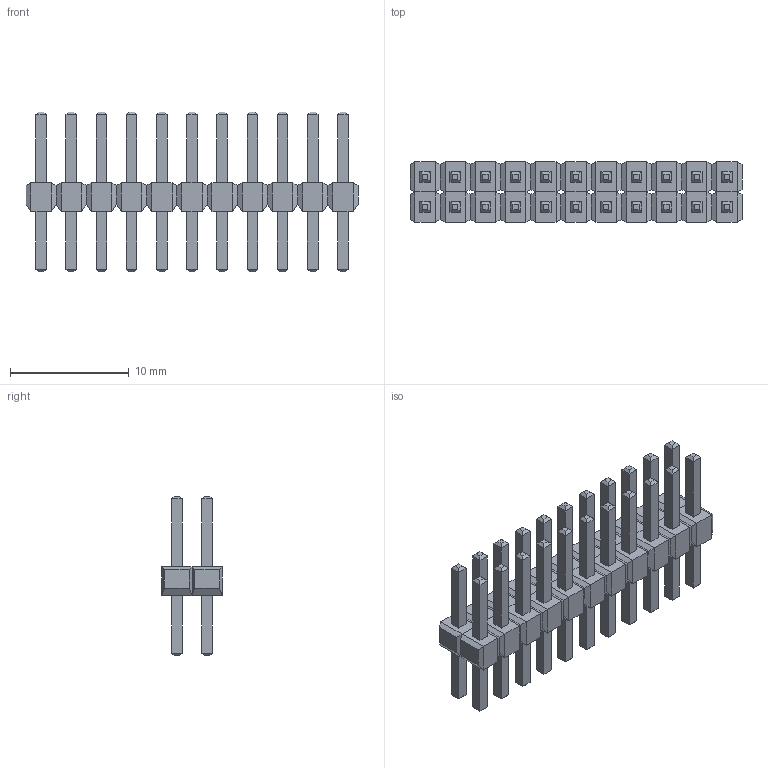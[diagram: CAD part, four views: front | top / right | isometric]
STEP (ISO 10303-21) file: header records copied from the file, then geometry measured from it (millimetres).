
FILE_DESCRIPTION(('STEP AP214'),'1');
FILE_NAME('TSW-111-07-G-D_SAI','2022-09-02T11:21:39',(''),(''),'','','');
FILE_SCHEMA(('AUTOMOTIVE_DESIGN'));
Length unit declared in the file: millimetre
Products named in the file (1): product
Bounding box: 27.94 x 5.08 x 13.46 mm (x, y, z)
Volume: 506.9 mm3; surface area: 1502.7 mm2
Topology: 46 solids, 46 shells, 708 faces, 1416 edges, 800 vertices
Faces by surface type: plane 708
Entity records: 16617 total; most frequent: DIRECTION 2834, ORIENTED_EDGE 2832, CARTESIAN_POINT 1509, EDGE_CURVE 1416, LINE 1416, VECTOR 1416, VERTEX_POINT 800, AXIS2_PLACEMENT_3D 709
